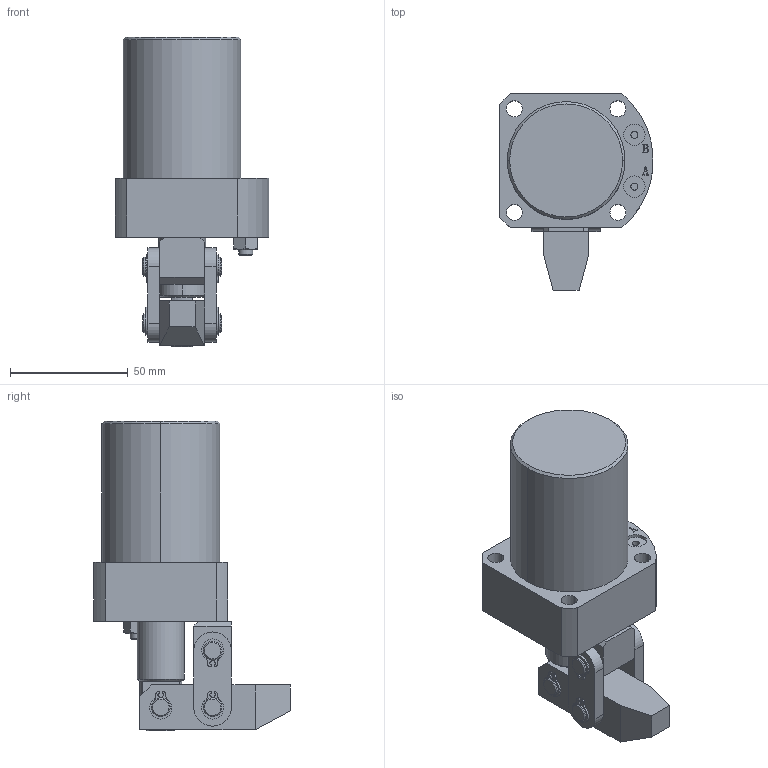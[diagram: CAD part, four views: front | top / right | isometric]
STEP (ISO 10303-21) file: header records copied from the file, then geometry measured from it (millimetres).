
FILE_DESCRIPTION (( 'STEP AP203' ), '1' );
FILE_NAME ('HLC-FCM32R.STEP', '2020-10-15T00:48:07', ( '微软用户' ), ( '微软中国' ), 'SwSTEP 2.0', 'SolidWorks 2012', '' );
FILE_SCHEMA (( 'CONFIG_CONTROL_DESIGN' ));
Length unit declared in the file: millimetre
Products named in the file (10): HLC-FCM32R; HLC-32盓厥裝; circlips for shaft--type a small gb_GB_CONNECTING_PIECE_RING_RRA 8; HLC-32酗种; HLC-32揤旋; HLC-32蟀裝; HLC-32活塞杆; HLC-32傻种; M12覃誹概; HLC-FCM32掛极
Assembly tree (16 placements, depth 2):
  HLC-FCM32R
    HLC-FCM32掛极
    M12覃誹概
    HLC-32傻种
    HLC-32活塞杆
    HLC-32蟀裝  x2
    HLC-32揤旋
    HLC-32酗种  x2
    circlips for shaft--type a small gb_GB_CONNECTING_PIECE_RING_RRA 8  x6
    HLC-32盓厥裝
Bounding box: 65.38 x 83.5 x 131.5 mm (x, y, z)
Volume: 220631.8 mm3; surface area: 54412.5 mm2
Topology: 16 solids, 16 shells, 408 faces, 994 edges, 649 vertices
Faces by surface type: cylinder 194, plane 167, cone 25, bspline 16, torus 6
Entity records: 10024 total; most frequent: CARTESIAN_POINT 2338, DIRECTION 1380, ORIENTED_EDGE 1284, EDGE_CURVE 642, AXIS2_PLACEMENT_3D 509, VERTEX_POINT 417, LINE 362, VECTOR 362
